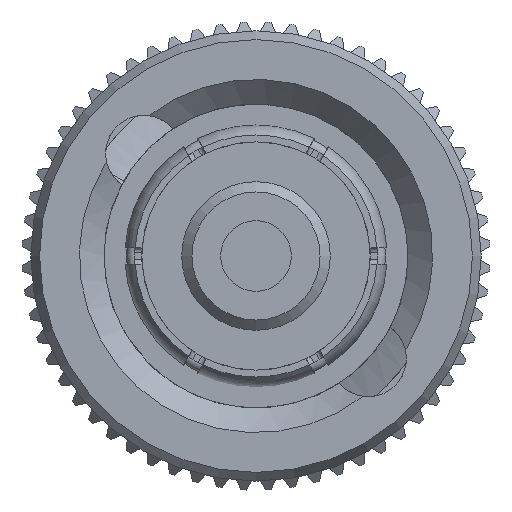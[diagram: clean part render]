
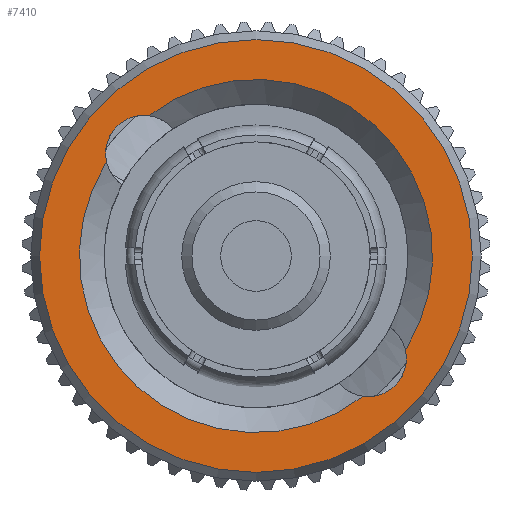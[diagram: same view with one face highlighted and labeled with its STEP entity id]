
A CAD part, left-side view. The second image highlights one B-rep face of the part: STEP entity #7410.
In plain terms, the highlighted planar face has unit normal (-1, 0, 0).
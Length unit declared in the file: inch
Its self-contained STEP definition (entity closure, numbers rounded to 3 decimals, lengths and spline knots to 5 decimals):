
#52 = DIRECTION ( 'NONE',  ( -1., 0., 0. ) ) ;
#526 = AXIS2_PLACEMENT_3D ( 'NONE', #1398, #10800, #3062 ) ;
#790 = CARTESIAN_POINT ( 'NONE',  ( 0.33873, 0., 0. ) ) ;
#844 = DIRECTION ( 'NONE',  ( -1., 0., 0. ) ) ;
#1000 = ORIENTED_EDGE ( 'NONE', *, *, #4491, .F. ) ;
#1076 = AXIS2_PLACEMENT_3D ( 'NONE', #6879, #844, #10164 ) ;
#1398 = CARTESIAN_POINT ( 'NONE',  ( 0.33873, 0., 0. ) ) ;
#2385 = CIRCLE ( 'NONE', #3256, 0.26339 ) ;
#2387 = FACE_BOUND ( 'NONE', #8118, .T. ) ;
#2446 = VERTEX_POINT ( 'NONE', #3246 ) ;
#2964 = CARTESIAN_POINT ( 'NONE',  ( 0.33873, 0., 0. ) ) ;
#2979 = ORIENTED_EDGE ( 'NONE', *, *, #10420, .T. ) ;
#3037 = VERTEX_POINT ( 'NONE', #3434 ) ;
#3062 = DIRECTION ( 'NONE',  ( 0., 0., -1. ) ) ;
#3065 = ORIENTED_EDGE ( 'NONE', *, *, #8358, .F. ) ;
#3246 = CARTESIAN_POINT ( 'NONE',  ( 0.33873, 0.18188, 0.11454 ) ) ;
#3256 = AXIS2_PLACEMENT_3D ( 'NONE', #790, #52, #3335 ) ;
#3335 = DIRECTION ( 'NONE',  ( 0., 0., 1. ) ) ;
#3434 = CARTESIAN_POINT ( 'NONE',  ( 0.33873, 0., 0.26339 ) ) ;
#3820 = DIRECTION ( 'NONE',  ( 0., 0., -1. ) ) ;
#4062 = VERTEX_POINT ( 'NONE', #10907 ) ;
#4227 = PLANE ( 'NONE',  #8712 ) ;
#4491 = EDGE_CURVE ( 'NONE', #4062, #7141, #8594, .T. ) ;
#4660 = CARTESIAN_POINT ( 'NONE',  ( 0.33873, -0.18188, -0.11454 ) ) ;
#4895 = CARTESIAN_POINT ( 'NONE',  ( 0.33873, 0.13656, 0.12472 ) ) ;
#4977 = DIRECTION ( 'NONE',  ( 0., 0., 1. ) ) ;
#5176 = EDGE_CURVE ( 'NONE', #7991, #7141, #5227, .T. ) ;
#5227 = CIRCLE ( 'NONE', #526, 0.21494 ) ;
#5812 = ORIENTED_EDGE ( 'NONE', *, *, #6364, .T. ) ;
#6364 = EDGE_CURVE ( 'NONE', #3037, #3037, #2385, .T. ) ;
#6521 = EDGE_LOOP ( 'NONE', ( #5812 ) ) ;
#6651 = CARTESIAN_POINT ( 'NONE',  ( 0.33873, 0., -0.26339 ) ) ;
#6716 = CARTESIAN_POINT ( 'NONE',  ( 0.33873, 0.13053, 0.17077 ) ) ;
#6879 = CARTESIAN_POINT ( 'NONE',  ( 0.33873, -0.13656, -0.12472 ) ) ;
#6976 = ORIENTED_EDGE ( 'NONE', *, *, #5176, .T. ) ;
#7141 = VERTEX_POINT ( 'NONE', #4660 ) ;
#7410 = ADVANCED_FACE ( 'NONE', ( #9354, #2387 ), #4227, .F. ) ;
#7754 = CIRCLE ( 'NONE', #9788, 0.04645 ) ;
#7991 = VERTEX_POINT ( 'NONE', #6716 ) ;
#8118 = EDGE_LOOP ( 'NONE', ( #3065, #6976, #1000, #2979 ) ) ;
#8358 = EDGE_CURVE ( 'NONE', #7991, #2446, #7754, .T. ) ;
#8594 = CIRCLE ( 'NONE', #1076, 0.04645 ) ;
#8712 = AXIS2_PLACEMENT_3D ( 'NONE', #6651, #11048, #9228 ) ;
#8959 = DIRECTION ( 'NONE',  ( 1., 0., 0. ) ) ;
#9228 = DIRECTION ( 'NONE',  ( 0., 0., -1. ) ) ;
#9354 = FACE_OUTER_BOUND ( 'NONE', #6521, .T. ) ;
#9788 = AXIS2_PLACEMENT_3D ( 'NONE', #4895, #10081, #4977 ) ;
#10081 = DIRECTION ( 'NONE',  ( -1., 0., 0. ) ) ;
#10164 = DIRECTION ( 'NONE',  ( 0., 0., -1. ) ) ;
#10420 = EDGE_CURVE ( 'NONE', #4062, #2446, #10626, .T. ) ;
#10626 = CIRCLE ( 'NONE', #10646, 0.21494 ) ;
#10646 = AXIS2_PLACEMENT_3D ( 'NONE', #2964, #8959, #3820 ) ;
#10800 = DIRECTION ( 'NONE',  ( 1., 0., 0. ) ) ;
#10907 = CARTESIAN_POINT ( 'NONE',  ( 0.33873, -0.13053, -0.17077 ) ) ;
#11048 = DIRECTION ( 'NONE',  ( 1., 0., 0. ) ) ;
